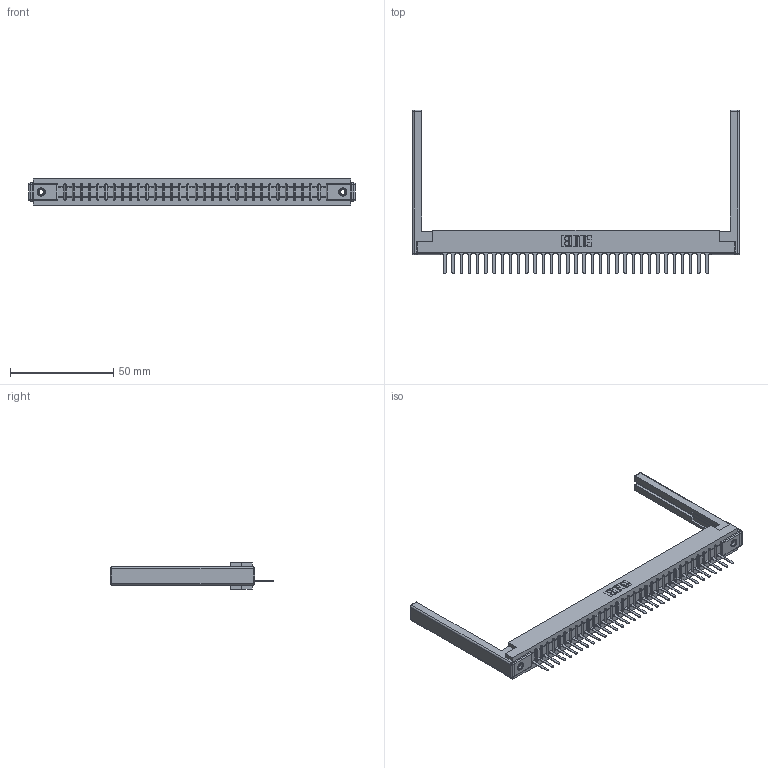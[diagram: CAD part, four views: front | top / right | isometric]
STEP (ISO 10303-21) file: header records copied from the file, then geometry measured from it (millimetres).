
FILE_DESCRIPTION (( 'STEP AP203' ), '1' );
FILE_NAME ('307-033-527-168.STEP', '2019-09-04T01:44:49', ( '' ), ( '' ), 'SwSTEP 2.0', 'SolidWorks 2016', '' );
FILE_SCHEMA (( 'CONFIG_CONTROL_DESIGN' ));
Length unit declared in the file: inch
Products named in the file (5): 307-220-068; 307 Part_.156 Dia Mounting Holes; 307-033-527-168; 345-250-001_345-250-001-102; 307-290-001_527
Assembly tree (38 placements, depth 2):
  307-033-527-168
    307 Part_.156 Dia Mounting Holes
    307-290-001_527  x33
    307-220-068  x2
    345-250-001_345-250-001-102  x2
Bounding box: 158.19 x 79.07 x 12.7 mm (x, y, z)
Volume: 20783.9 mm3; surface area: 21435.5 mm2
Topology: 38 solids, 38 shells, 2154 faces, 6059 edges, 3882 vertices
Faces by surface type: plane 1379, cylinder 683, sphere 76, cone 12, torus 4
Entity records: 32127 total; most frequent: CARTESIAN_POINT 5373, ORIENTED_EDGE 5348, DIRECTION 5248, EDGE_CURVE 2674, VECTOR 2046, LINE 2046, VERTEX_POINT 1726, AXIS2_PLACEMENT_3D 1601
